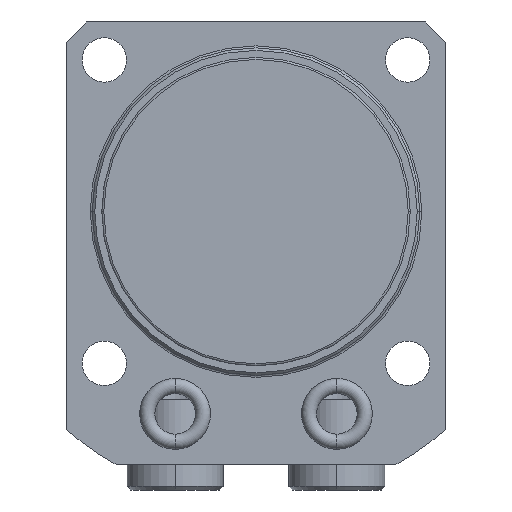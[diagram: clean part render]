
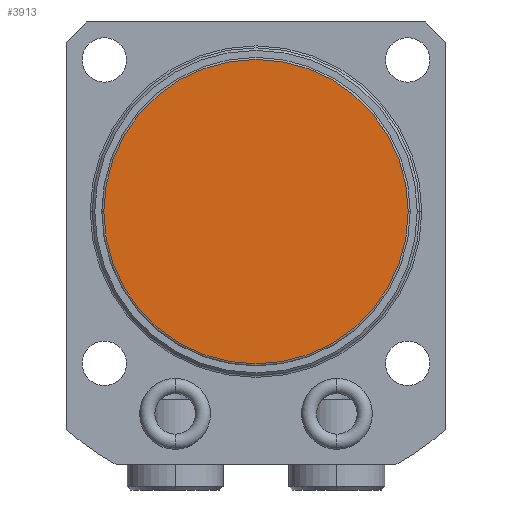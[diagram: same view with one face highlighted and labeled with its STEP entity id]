
A CAD part, front view. The second image highlights one B-rep face of the part: STEP entity #3913.
In plain terms, the highlighted planar face has unit normal (0, -1, 0).
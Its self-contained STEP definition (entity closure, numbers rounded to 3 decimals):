
#697=CARTESIAN_POINT('',(0.,-43.73,0.));
#698=DIRECTION('',(0.,-1.,0.));
#699=DIRECTION('',(1.,0.,0.));
#700=AXIS2_PLACEMENT_3D('',#697,#698,#699);
#721=CARTESIAN_POINT('',(0.,-43.73,0.));
#722=DIRECTION('',(0.,1.,0.));
#723=DIRECTION('',(1.,0.,0.));
#724=AXIS2_PLACEMENT_3D('',#721,#722,#723);
#3244=CARTESIAN_POINT('',(30.1,-43.73,0.));
#3246=VERTEX_POINT('',#3244);
#3250=CARTESIAN_POINT('',(-30.1,-43.73,0.));
#3252=VERTEX_POINT('',#3250);
#3904=CARTESIAN_POINT('',(0.,-43.73,0.));
#3905=DIRECTION('',(0.,-1.,0.));
#3906=DIRECTION('',(-1.,0.,0.));
#3907=AXIS2_PLACEMENT_3D('',#3904,#3905,#3906);
#3908=PLANE('',#3907);
#3909=ORIENTED_EDGE('',*,*,#3899,.T.);
#3910=ORIENTED_EDGE('',*,*,#3883,.F.);
#3911=EDGE_LOOP('',(#3909,#3910));
#3912=FACE_OUTER_BOUND('',#3911,.F.);
#3913=ADVANCED_FACE('',(#3912),#3908,.T.);
#701=CIRCLE('',#700,30.1);
#725=CIRCLE('',#724,30.1);
#3883=EDGE_CURVE('',#3246,#3252,#701,.T.);
#3899=EDGE_CURVE('',#3246,#3252,#725,.T.);
